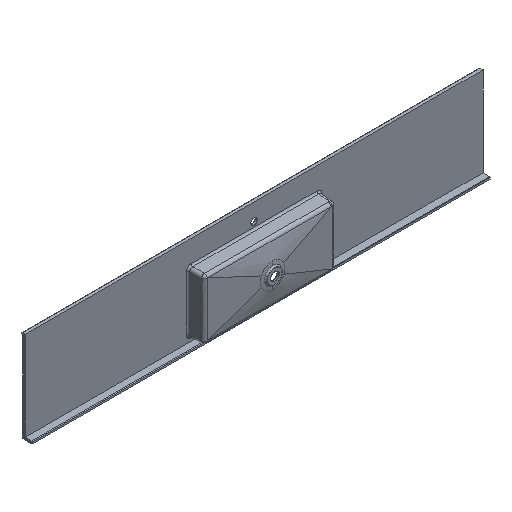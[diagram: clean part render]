
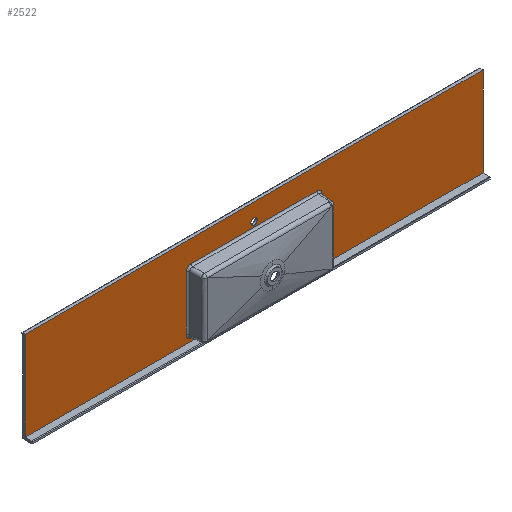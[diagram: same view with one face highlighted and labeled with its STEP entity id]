
A CAD part, isometric view. The second image highlights one B-rep face of the part: STEP entity #2522.
In plain terms, the highlighted planar face has unit normal (0, -1, 0).
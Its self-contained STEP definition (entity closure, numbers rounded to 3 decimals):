
#277 = LINE ( 'NONE', #4678, #8840 ) ;
#305 = AXIS2_PLACEMENT_3D ( 'NONE', #5406, #7549, #6073 ) ;
#320 = VECTOR ( 'NONE', #1831, 1000. ) ;
#452 = CIRCLE ( 'NONE', #5765, 17.5 ) ;
#621 = DIRECTION ( 'NONE',  ( -1., 0., 0. ) ) ;
#686 = CARTESIAN_POINT ( 'NONE',  ( 370.877, -12., 164.718 ) ) ;
#856 = DIRECTION ( 'NONE',  ( 0., 0., -1. ) ) ;
#865 = DIRECTION ( 'NONE',  ( 0., 1., 0. ) ) ;
#902 = CARTESIAN_POINT ( 'NONE',  ( 0., -12., 220.5 ) ) ;
#1048 = CARTESIAN_POINT ( 'NONE',  ( 370.877, -12., -148.914 ) ) ;
#1063 = CARTESIAN_POINT ( 'NONE',  ( -1250., -12., 295. ) ) ;
#1088 = LINE ( 'NONE', #4635, #3063 ) ;
#1234 = CIRCLE ( 'NONE', #5623, 17.5 ) ;
#1256 = VERTEX_POINT ( 'NONE', #9090 ) ;
#1273 = CARTESIAN_POINT ( 'NONE',  ( 1250., -12., 295. ) ) ;
#1343 =( BOUNDED_CURVE ( )  B_SPLINE_CURVE ( 3, ( #1048, #2680, #6982, #4032 ),
 .UNSPECIFIED., .F., .T. ) 
 B_SPLINE_CURVE_WITH_KNOTS ( ( 4, 4 ),
 ( 2.358, 3.926 ),
 .UNSPECIFIED. ) 
 CURVE ( )  GEOMETRIC_REPRESENTATION_ITEM ( )  RATIONAL_B_SPLINE_CURVE ( ( 1., 0.805, 0.805, 1. ) ) 
 REPRESENTATION_ITEM ( '' )  );
#1598 = EDGE_LOOP ( 'NONE', ( #7189, #9196 ) ) ;
#1661 = FACE_BOUND ( 'NONE', #2627, .T. ) ;
#1818 = VERTEX_POINT ( 'NONE', #4367 ) ;
#1831 = DIRECTION ( 'NONE',  ( 0., 0., 1. ) ) ;
#2010 = LINE ( 'NONE', #7122, #7011 ) ;
#2027 = ORIENTED_EDGE ( 'NONE', *, *, #5443, .T. ) ;
#2149 = EDGE_CURVE ( 'NONE', #7675, #5915, #452, .T. ) ;
#2398 = CARTESIAN_POINT ( 'NONE',  ( -1250., -12., 295. ) ) ;
#2460 = VERTEX_POINT ( 'NONE', #3977 ) ;
#2522 = ADVANCED_FACE ( 'NONE', ( #4022, #3088, #1661 ), #4592, .T. ) ;
#2532 = ORIENTED_EDGE ( 'NONE', *, *, #6734, .T. ) ;
#2580 = LINE ( 'NONE', #4686, #6247 ) ;
#2586 = CARTESIAN_POINT ( 'NONE',  ( 370.877, -12., -148.914 ) ) ;
#2627 = EDGE_LOOP ( 'NONE', ( #2532, #8442, #4457, #8911, #7999, #2027, #5280, #6287 ) ) ;
#2680 = CARTESIAN_POINT ( 'NONE',  ( 370.877, -12., -164.718 ) ) ;
#2791 = CARTESIAN_POINT ( 'NONE',  ( 370.877, -12., 148.914 ) ) ;
#2836 = DIRECTION ( 'NONE',  ( 0., 0., -1. ) ) ;
#2837 = EDGE_CURVE ( 'NONE', #7968, #5226, #6916, .T. ) ;
#3021 = CARTESIAN_POINT ( 'NONE',  ( 1250., -12., 295. ) ) ;
#3063 = VECTOR ( 'NONE', #8987, 1000. ) ;
#3088 = FACE_OUTER_BOUND ( 'NONE', #8488, .T. ) ;
#3113 = VERTEX_POINT ( 'NONE', #2586 ) ;
#3157 = CARTESIAN_POINT ( 'NONE',  ( -343.914, -12., -175.877 ) ) ;
#3433 = CARTESIAN_POINT ( 'NONE',  ( -343.914, -12., 175.877 ) ) ;
#3437 = VERTEX_POINT ( 'NONE', #7733 ) ;
#3499 = CARTESIAN_POINT ( 'NONE',  ( 0., -12., 185.5 ) ) ;
#3571 = CARTESIAN_POINT ( 'NONE',  ( -359.718, -12., 175.877 ) ) ;
#3601 = CARTESIAN_POINT ( 'NONE',  ( 343.914, -12., 175.877 ) ) ;
#3629 = DIRECTION ( 'NONE',  ( 1., 0., 0. ) ) ;
#3638 = EDGE_CURVE ( 'NONE', #5226, #3113, #6429, .T. ) ;
#3977 = CARTESIAN_POINT ( 'NONE',  ( -1250., -12., -191.673 ) ) ;
#4022 = FACE_BOUND ( 'NONE', #1598, .T. ) ;
#4032 = CARTESIAN_POINT ( 'NONE',  ( 343.914, -12., -175.877 ) ) ;
#4042 = EDGE_CURVE ( 'NONE', #8334, #6645, #5836, .T. ) ;
#4261 = DIRECTION ( 'NONE',  ( -1., 0., 0. ) ) ;
#4331 = CARTESIAN_POINT ( 'NONE',  ( 343.914, -12., 175.877 ) ) ;
#4367 = CARTESIAN_POINT ( 'NONE',  ( -370.877, -12., -148.914 ) ) ;
#4457 = ORIENTED_EDGE ( 'NONE', *, *, #3638, .T. ) ;
#4592 = PLANE ( 'NONE',  #305 ) ;
#4598 = DIRECTION ( 'NONE',  ( 0., 0., -1. ) ) ;
#4614 = EDGE_CURVE ( 'NONE', #5915, #7675, #1234, .T. ) ;
#4635 = CARTESIAN_POINT ( 'NONE',  ( -370.877, -12., 0. ) ) ;
#4678 = CARTESIAN_POINT ( 'NONE',  ( 1290.269, -12., -191.673 ) ) ;
#4686 = CARTESIAN_POINT ( 'NONE',  ( 1250., -12., 295. ) ) ;
#4751 = CARTESIAN_POINT ( 'NONE',  ( -370.877, -12., -148.914 ) ) ;
#4805 = VERTEX_POINT ( 'NONE', #8608 ) ;
#4963 =( BOUNDED_CURVE ( )  B_SPLINE_CURVE ( 3, ( #3157, #6054, #8393, #4751 ),
 .UNSPECIFIED., .F., .T. ) 
 B_SPLINE_CURVE_WITH_KNOTS ( ( 4, 4 ),
 ( 2.358, 3.926 ),
 .UNSPECIFIED. ) 
 CURVE ( )  GEOMETRIC_REPRESENTATION_ITEM ( )  RATIONAL_B_SPLINE_CURVE ( ( 1., 0.805, 0.805, 1. ) ) 
 REPRESENTATION_ITEM ( '' )  );
#4979 = CARTESIAN_POINT ( 'NONE',  ( 0., -12., 203. ) ) ;
#5226 = VERTEX_POINT ( 'NONE', #5437 ) ;
#5240 = VERTEX_POINT ( 'NONE', #3021 ) ;
#5280 = ORIENTED_EDGE ( 'NONE', *, *, #5675, .T. ) ;
#5336 = EDGE_CURVE ( 'NONE', #2460, #6667, #6713, .T. ) ;
#5406 = CARTESIAN_POINT ( 'NONE',  ( 0., -12., 0. ) ) ;
#5437 = CARTESIAN_POINT ( 'NONE',  ( 370.877, -12., 148.914 ) ) ;
#5443 = EDGE_CURVE ( 'NONE', #4805, #1818, #4963, .T. ) ;
#5623 = AXIS2_PLACEMENT_3D ( 'NONE', #7366, #865, #4598 ) ;
#5631 = EDGE_CURVE ( 'NONE', #1256, #2460, #277, .T. ) ;
#5675 = EDGE_CURVE ( 'NONE', #1818, #8334, #1088, .T. ) ;
#5765 = AXIS2_PLACEMENT_3D ( 'NONE', #4979, #7262, #856 ) ;
#5836 =( BOUNDED_CURVE ( )  B_SPLINE_CURVE ( 3, ( #7668, #8534, #3571, #3433 ),
 .UNSPECIFIED., .F., .T. ) 
 B_SPLINE_CURVE_WITH_KNOTS ( ( 4, 4 ),
 ( 2.358, 3.926 ),
 .UNSPECIFIED. ) 
 CURVE ( )  GEOMETRIC_REPRESENTATION_ITEM ( )  RATIONAL_B_SPLINE_CURVE ( ( 1., 0.805, 0.805, 1. ) ) 
 REPRESENTATION_ITEM ( '' )  );
#5852 = EDGE_CURVE ( 'NONE', #5240, #6667, #8601, .T. ) ;
#5888 = ORIENTED_EDGE ( 'NONE', *, *, #5852, .T. ) ;
#5915 = VERTEX_POINT ( 'NONE', #3499 ) ;
#6054 = CARTESIAN_POINT ( 'NONE',  ( -359.718, -12., -175.877 ) ) ;
#6073 = DIRECTION ( 'NONE',  ( 0., 0., -1. ) ) ;
#6074 = DIRECTION ( 'NONE',  ( -1., 0., 0. ) ) ;
#6158 = CARTESIAN_POINT ( 'NONE',  ( -370.877, -12., 148.914 ) ) ;
#6247 = VECTOR ( 'NONE', #8330, 1000. ) ;
#6287 = ORIENTED_EDGE ( 'NONE', *, *, #4042, .T. ) ;
#6424 = CARTESIAN_POINT ( 'NONE',  ( 359.718, -12., 175.877 ) ) ;
#6429 = LINE ( 'NONE', #9357, #6684 ) ;
#6645 = VERTEX_POINT ( 'NONE', #7288 ) ;
#6667 = VERTEX_POINT ( 'NONE', #2398 ) ;
#6684 = VECTOR ( 'NONE', #2836, 1000. ) ;
#6713 = LINE ( 'NONE', #1063, #320 ) ;
#6734 = EDGE_CURVE ( 'NONE', #6645, #7968, #7966, .T. ) ;
#6776 = EDGE_CURVE ( 'NONE', #3113, #3437, #1343, .T. ) ;
#6847 = EDGE_CURVE ( 'NONE', #5240, #1256, #2580, .T. ) ;
#6916 =( BOUNDED_CURVE ( )  B_SPLINE_CURVE ( 3, ( #4331, #6424, #686, #2791 ),
 .UNSPECIFIED., .F., .T. ) 
 B_SPLINE_CURVE_WITH_KNOTS ( ( 4, 4 ),
 ( 2.358, 3.926 ),
 .UNSPECIFIED. ) 
 CURVE ( )  GEOMETRIC_REPRESENTATION_ITEM ( )  RATIONAL_B_SPLINE_CURVE ( ( 1., 0.805, 0.805, 1. ) ) 
 REPRESENTATION_ITEM ( '' )  );
#6982 = CARTESIAN_POINT ( 'NONE',  ( 359.718, -12., -175.877 ) ) ;
#7011 = VECTOR ( 'NONE', #621, 1000. ) ;
#7033 = EDGE_CURVE ( 'NONE', #3437, #4805, #2010, .T. ) ;
#7082 = ORIENTED_EDGE ( 'NONE', *, *, #5631, .F. ) ;
#7122 = CARTESIAN_POINT ( 'NONE',  ( 0., -12., -175.877 ) ) ;
#7189 = ORIENTED_EDGE ( 'NONE', *, *, #2149, .T. ) ;
#7242 = CARTESIAN_POINT ( 'NONE',  ( 344.411, -12., 175.877 ) ) ;
#7262 = DIRECTION ( 'NONE',  ( 0., 1., 0. ) ) ;
#7288 = CARTESIAN_POINT ( 'NONE',  ( -343.914, -12., 175.877 ) ) ;
#7306 = VECTOR ( 'NONE', #4261, 1000. ) ;
#7366 = CARTESIAN_POINT ( 'NONE',  ( 0., -12., 203. ) ) ;
#7549 = DIRECTION ( 'NONE',  ( 0., -1., 0. ) ) ;
#7668 = CARTESIAN_POINT ( 'NONE',  ( -370.877, -12., 148.914 ) ) ;
#7675 = VERTEX_POINT ( 'NONE', #902 ) ;
#7733 = CARTESIAN_POINT ( 'NONE',  ( 343.914, -12., -175.877 ) ) ;
#7925 = VECTOR ( 'NONE', #3629, 1000. ) ;
#7966 = LINE ( 'NONE', #7242, #7925 ) ;
#7968 = VERTEX_POINT ( 'NONE', #3601 ) ;
#7999 = ORIENTED_EDGE ( 'NONE', *, *, #7033, .T. ) ;
#8330 = DIRECTION ( 'NONE',  ( 0., 0., -1. ) ) ;
#8334 = VERTEX_POINT ( 'NONE', #6158 ) ;
#8393 = CARTESIAN_POINT ( 'NONE',  ( -370.877, -12., -164.718 ) ) ;
#8432 = ORIENTED_EDGE ( 'NONE', *, *, #5336, .F. ) ;
#8442 = ORIENTED_EDGE ( 'NONE', *, *, #2837, .T. ) ;
#8488 = EDGE_LOOP ( 'NONE', ( #7082, #8807, #5888, #8432 ) ) ;
#8534 = CARTESIAN_POINT ( 'NONE',  ( -370.877, -12., 164.718 ) ) ;
#8601 = LINE ( 'NONE', #1273, #7306 ) ;
#8608 = CARTESIAN_POINT ( 'NONE',  ( -343.914, -12., -175.877 ) ) ;
#8807 = ORIENTED_EDGE ( 'NONE', *, *, #6847, .F. ) ;
#8840 = VECTOR ( 'NONE', #6074, 1000. ) ;
#8911 = ORIENTED_EDGE ( 'NONE', *, *, #6776, .T. ) ;
#8987 = DIRECTION ( 'NONE',  ( 0., 0., 1. ) ) ;
#9090 = CARTESIAN_POINT ( 'NONE',  ( 1250., -12., -191.673 ) ) ;
#9196 = ORIENTED_EDGE ( 'NONE', *, *, #4614, .T. ) ;
#9357 = CARTESIAN_POINT ( 'NONE',  ( 370.877, -12., -149.411 ) ) ;
